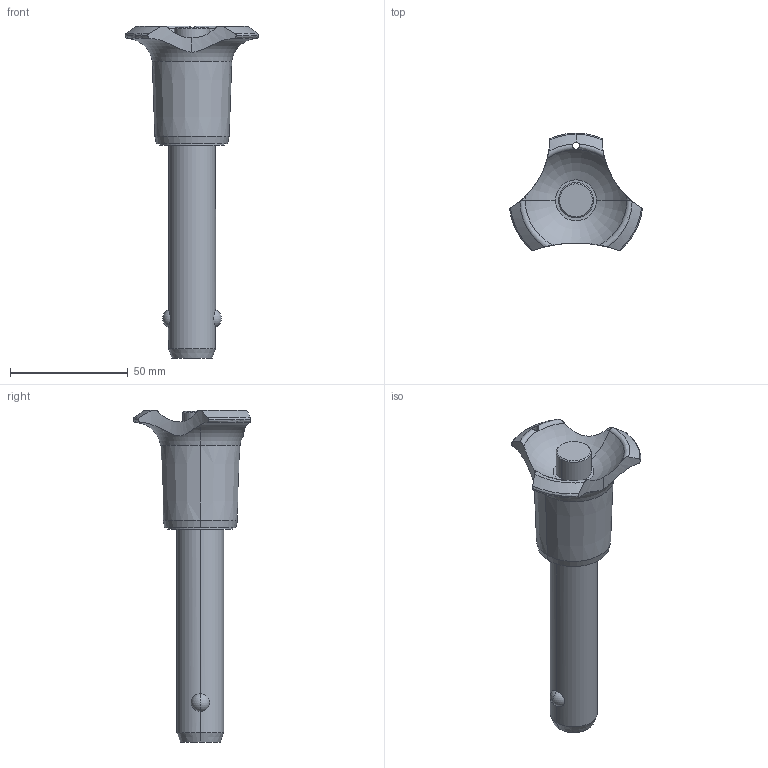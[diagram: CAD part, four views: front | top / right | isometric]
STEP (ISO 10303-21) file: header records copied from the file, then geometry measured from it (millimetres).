
FILE_DESCRIPTION(('STEP AP214'),'1');
FILE_NAME('HALDERN_EH_22380_0393.stp','2018-02-27T08:57:20',('TraceParts'),('TraceParts S.A.'),'Spatial InterOp 3D',' ',' ');
FILE_SCHEMA(('automotive_design'));
Length unit declared in the file: millimetre
Products named in the file (1): HALDERN_EH_22380_0393
Bounding box: 56.66 x 50.05 x 141.2 mm (x, y, z)
Volume: 69669.3 mm3; surface area: 14873.6 mm2
Topology: 1 solids, 1 shells, 52 faces, 133 edges, 85 vertices
Faces by surface type: cylinder 16, torus 15, cone 12, plane 5, sphere 4
Entity records: 2835 total; most frequent: CARTESIAN_POINT 1179, ORIENTED_EDGE 266, DIRECTION 249, EDGE_CURVE 133, AXIS2_PLACEMENT_3D 111, VERTEX_POINT 85, CIRCLE 58, EDGE_LOOP 56
